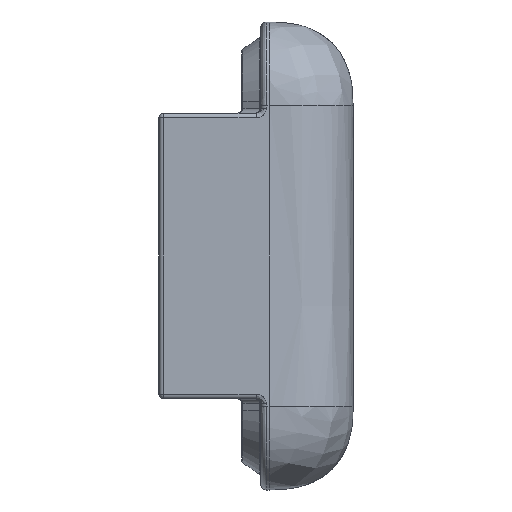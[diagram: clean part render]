
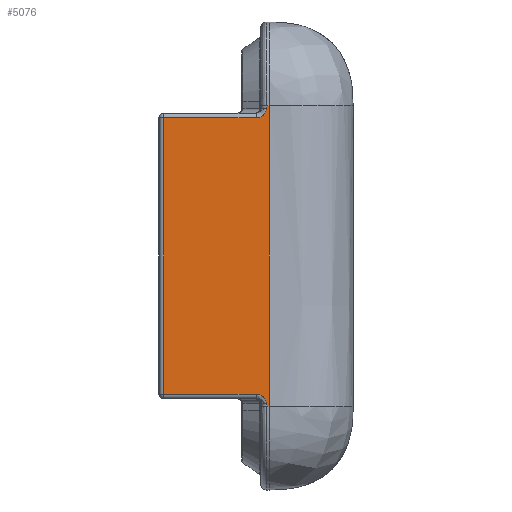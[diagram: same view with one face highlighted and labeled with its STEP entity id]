
A CAD part, front view. The second image highlights one B-rep face of the part: STEP entity #5076.
In plain terms, the highlighted planar face has unit normal (0, -1, 0).
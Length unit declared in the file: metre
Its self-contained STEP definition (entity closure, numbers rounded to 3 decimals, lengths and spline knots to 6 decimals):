
#224=B_SPLINE_CURVE_WITH_KNOTS('',3,(#8518,#8519,#8520,#8521,#8522),
 .UNSPECIFIED.,.F.,.F.,(4,1,4),(0.,0.000322,0.000645),
 .UNSPECIFIED.);
#225=B_SPLINE_CURVE_WITH_KNOTS('',3,(#8530,#8531,#8532,#8533,#8534),
 .UNSPECIFIED.,.F.,.F.,(4,1,4),(0.,0.000322,0.000645),
 .UNSPECIFIED.);
#226=B_SPLINE_CURVE_WITH_KNOTS('',3,(#8535,#8536,#8537,#8538),
 .UNSPECIFIED.,.F.,.F.,(4,4),(0.99569,1.),.UNSPECIFIED.);
#227=B_SPLINE_CURVE_WITH_KNOTS('',3,(#8540,#8541,#8542,#8543),
 .UNSPECIFIED.,.F.,.F.,(4,4),(0.,1.),.UNSPECIFIED.);
#228=B_SPLINE_CURVE_WITH_KNOTS('',3,(#8545,#8546,#8547,#8548),
 .UNSPECIFIED.,.F.,.F.,(4,4),(0.,0.00431),.UNSPECIFIED.);
#539=LINE('',#8252,#849);
#540=LINE('',#8259,#850);
#597=LINE('',#8524,#907);
#598=LINE('',#8526,#908);
#599=LINE('',#8528,#909);
#849=VECTOR('',#6396,1.);
#850=VECTOR('',#6399,1.);
#907=VECTOR('',#6556,1.);
#908=VECTOR('',#6557,1.);
#909=VECTOR('',#6558,1.);
#1387=ORIENTED_EDGE('',*,*,#2833,.T.);
#1388=ORIENTED_EDGE('',*,*,#2936,.T.);
#1389=ORIENTED_EDGE('',*,*,#2937,.T.);
#1390=ORIENTED_EDGE('',*,*,#2938,.T.);
#1391=ORIENTED_EDGE('',*,*,#2939,.T.);
#1392=ORIENTED_EDGE('',*,*,#2940,.T.);
#1393=ORIENTED_EDGE('',*,*,#2835,.T.);
#1394=ORIENTED_EDGE('',*,*,#2941,.T.);
#1395=ORIENTED_EDGE('',*,*,#2942,.T.);
#1396=ORIENTED_EDGE('',*,*,#2943,.T.);
#2833=EDGE_CURVE('',#3609,#3608,#539,.F.);
#2835=EDGE_CURVE('',#3610,#3611,#540,.F.);
#2936=EDGE_CURVE('',#3608,#3692,#224,.F.);
#2937=EDGE_CURVE('',#3692,#3693,#597,.F.);
#2938=EDGE_CURVE('',#3693,#3694,#598,.T.);
#2939=EDGE_CURVE('',#3694,#3695,#599,.F.);
#2940=EDGE_CURVE('',#3695,#3610,#225,.T.);
#2941=EDGE_CURVE('',#3611,#3696,#226,.T.);
#2942=EDGE_CURVE('',#3696,#3697,#227,.T.);
#2943=EDGE_CURVE('',#3697,#3609,#228,.T.);
#3608=VERTEX_POINT('',#8251);
#3609=VERTEX_POINT('',#8253);
#3610=VERTEX_POINT('',#8260);
#3611=VERTEX_POINT('',#8261);
#3692=VERTEX_POINT('',#8523);
#3693=VERTEX_POINT('',#8525);
#3694=VERTEX_POINT('',#8527);
#3695=VERTEX_POINT('',#8529);
#3696=VERTEX_POINT('',#8539);
#3697=VERTEX_POINT('',#8544);
#4308=EDGE_LOOP('',(#1387,#1388,#1389,#1390,#1391,#1392,#1393,#1394,#1395,
#1396));
#4667=FACE_BOUND('',#4308,.T.);
#4996=PLANE('',#5538);
#5076=ADVANCED_FACE('',(#4667),#4996,.T.);
#5538=AXIS2_PLACEMENT_3D('',#8517,#6554,#6555);
#6396=DIRECTION('',(0.,0.,1.));
#6399=DIRECTION('',(0.,0.,1.));
#6554=DIRECTION('',(0.,-1.,0.));
#6555=DIRECTION('',(1.,0.,0.));
#6556=DIRECTION('',(1.,0.,0.));
#6557=DIRECTION('',(0.,0.,-1.));
#6558=DIRECTION('',(-1.,0.,0.));
#8251=CARTESIAN_POINT('',(0.028513,-0.0062,0.0021));
#8252=CARTESIAN_POINT('',(0.028513,-0.0062,-0.005173));
#8253=CARTESIAN_POINT('',(0.028513,-0.0062,0.0022));
#8259=CARTESIAN_POINT('',(0.028513,-0.0062,-0.005173));
#8260=CARTESIAN_POINT('',(0.028513,-0.0062,-0.010223));
#8261=CARTESIAN_POINT('',(0.028513,-0.0062,-0.010323));
#8517=CARTESIAN_POINT('',(0.027559,-0.0062,-0.005173));
#8518=CARTESIAN_POINT('',(0.028065,-0.0062,0.0017));
#8519=CARTESIAN_POINT('',(0.028174,-0.0062,0.0017));
#8520=CARTESIAN_POINT('',(0.028387,-0.0062,0.001791));
#8521=CARTESIAN_POINT('',(0.028477,-0.0062,0.001999));
#8522=CARTESIAN_POINT('',(0.028513,-0.0062,0.0021));
#8523=CARTESIAN_POINT('',(0.028065,-0.0062,0.0017));
#8524=CARTESIAN_POINT('',(0.024013,-0.0062,0.0017));
#8525=CARTESIAN_POINT('',(0.024213,-0.0062,0.0017));
#8526=CARTESIAN_POINT('',(0.024213,-0.0062,-0.005173));
#8527=CARTESIAN_POINT('',(0.024213,-0.0062,-0.009823));
#8528=CARTESIAN_POINT('',(0.028513,-0.0062,-0.009823));
#8529=CARTESIAN_POINT('',(0.028065,-0.0062,-0.009823));
#8530=CARTESIAN_POINT('',(0.028065,-0.0062,-0.009823));
#8531=CARTESIAN_POINT('',(0.028174,-0.0062,-0.009823));
#8532=CARTESIAN_POINT('',(0.028387,-0.0062,-0.009914));
#8533=CARTESIAN_POINT('',(0.028477,-0.0062,-0.010121));
#8534=CARTESIAN_POINT('',(0.028513,-0.0062,-0.010223));
#8535=CARTESIAN_POINT('',(0.028513,-0.0062,-0.010323));
#8536=CARTESIAN_POINT('',(0.028546,-0.0062,-0.010323));
#8537=CARTESIAN_POINT('',(0.028579,-0.0062,-0.010323));
#8538=CARTESIAN_POINT('',(0.028613,-0.0062,-0.010323));
#8539=CARTESIAN_POINT('',(0.028613,-0.0062,-0.010323));
#8540=CARTESIAN_POINT('',(0.028613,-0.0062,-0.010323));
#8541=CARTESIAN_POINT('',(0.028613,-0.0062,-0.006148));
#8542=CARTESIAN_POINT('',(0.028613,-0.0062,-0.001974));
#8543=CARTESIAN_POINT('',(0.028613,-0.0062,0.0022));
#8544=CARTESIAN_POINT('',(0.028613,-0.0062,0.0022));
#8545=CARTESIAN_POINT('',(0.028613,-0.0062,0.0022));
#8546=CARTESIAN_POINT('',(0.028579,-0.0062,0.0022));
#8547=CARTESIAN_POINT('',(0.028546,-0.0062,0.0022));
#8548=CARTESIAN_POINT('',(0.028513,-0.0062,0.0022));
